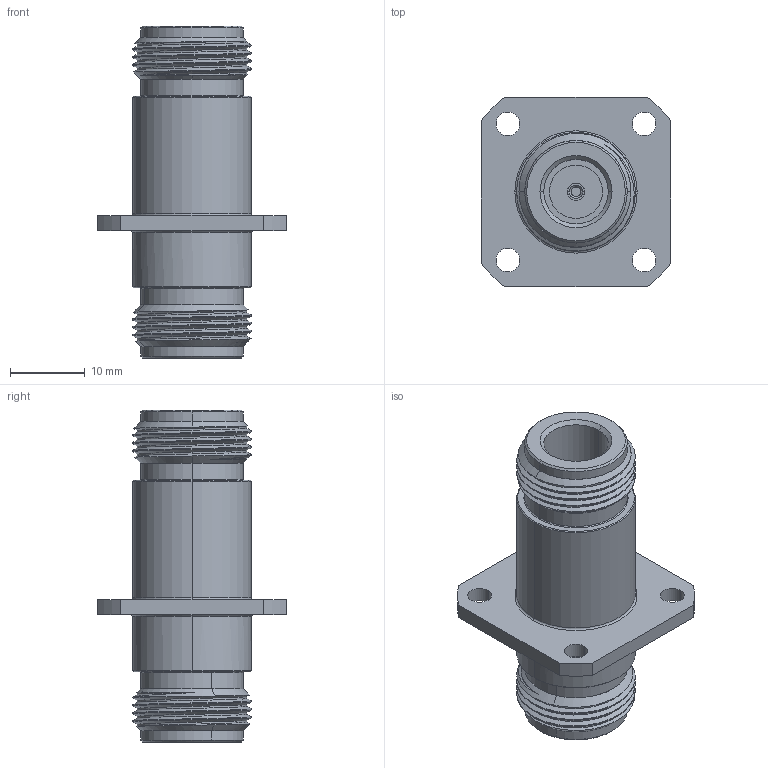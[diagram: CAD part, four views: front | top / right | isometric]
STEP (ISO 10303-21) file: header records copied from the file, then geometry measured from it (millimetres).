
FILE_DESCRIPTION (( 'STEP AP214' ), '1' );
FILE_NAME ('FMAD1115_3D.step', '2023-05-03T15:28:51', ( '' ), ( '' ), 'SwSTEP 2.0', 'SolidWorks 2022', '' );
FILE_SCHEMA (( 'AUTOMOTIVE_DESIGN' ));
Length unit declared in the file: inch
Products named in the file (1): FMAD1115_3D
Bounding box: 25.4 x 25.4 x 44.45 mm (x, y, z)
Volume: 7773.8 mm3; surface area: 4502.6 mm2
Topology: 1 solids, 1 shells, 168 faces, 428 edges, 276 vertices
Faces by surface type: cylinder 76, plane 44, cone 34, bspline 10, torus 4
Entity records: 8608 total; most frequent: CARTESIAN_POINT 4763, ORIENTED_EDGE 856, DIRECTION 742, EDGE_CURVE 428, AXIS2_PLACEMENT_3D 303, VERTEX_POINT 276, EDGE_LOOP 190, ADVANCED_FACE 168
